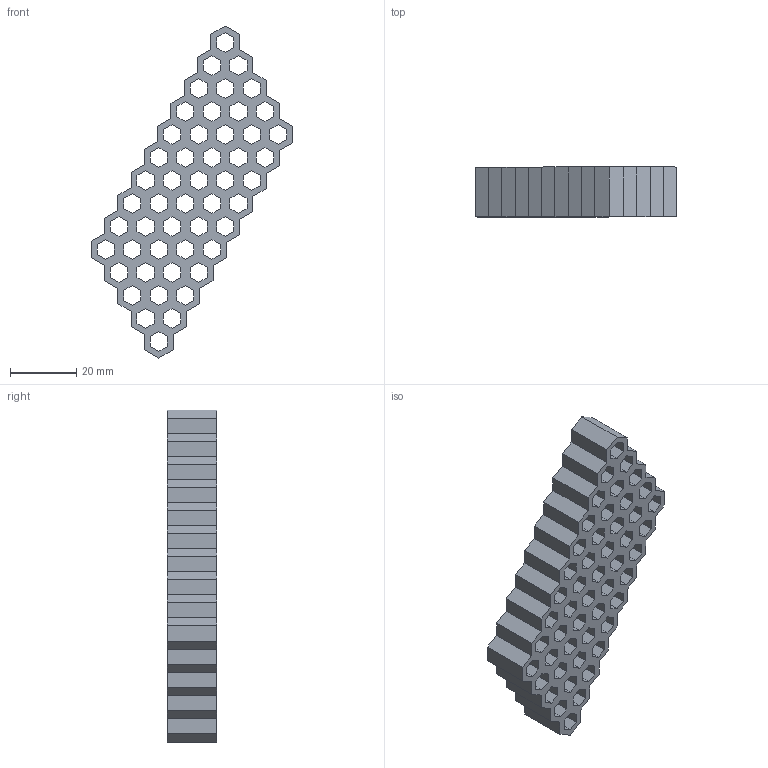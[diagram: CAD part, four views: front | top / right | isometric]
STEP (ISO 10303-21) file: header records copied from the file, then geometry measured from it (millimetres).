
FILE_DESCRIPTION(/* description */ ('STEP AP242','CAx-IF Rec.Pracs.---Representation and Presentation of Product Manufacturing Information (PMI)---4.0---2014-10-13','CAx-IF Rec.Pracs.---3D Tessellated Geometry---0.4---2014-09-14','2;1'),/* implementation_level */ '2;1');
FILE_NAME(/* name */ '67c930be3c0ba253c77e272f',/* time_stamp */ '2025-03-06T05:21:03Z',/* author */ (''),/* organization */ (''),/* preprocessor_version */ 'ST-DEVELOPER v20',/* originating_system */ 'ONSHAPE BY PTC INC, 1.194',/* authorisation */ ' ');
FILE_SCHEMA (('AP242_MANAGED_MODEL_BASED_3D_ENGINEERING_MIM_LF { 1 0 10303 442 1 1 4 }'));
Length unit declared in the file: millimetre
Products named in the file (1): Part 1
Bounding box: 60.66 x 15 x 100.07 mm (x, y, z)
Volume: 25364.4 mm3; surface area: 20934.6 mm2
Topology: 1 solids, 1 shells, 360 faces, 1074 edges, 716 vertices
Faces by surface type: plane 360
Entity records: 12060 total; most frequent: CARTESIAN_POINT 2151, ORIENTED_EDGE 2148, DIRECTION 1796, EDGE_CURVE 1074, LINE 1074, VECTOR 1074, VERTEX_POINT 716, EDGE_LOOP 460
